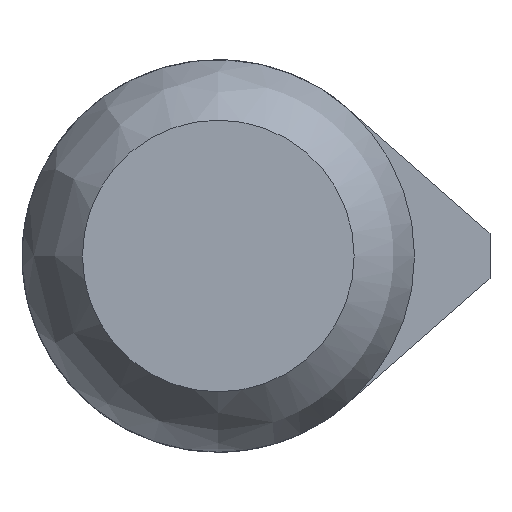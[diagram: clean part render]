
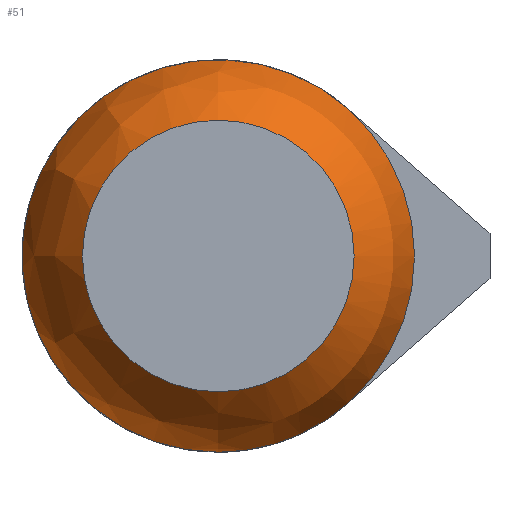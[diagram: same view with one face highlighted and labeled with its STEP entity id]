
A CAD part, front view. The second image highlights one B-rep face of the part: STEP entity #51.
In plain terms, the highlighted free-form (B-spline) face has degree [3, 3] with [4, 7] control points.
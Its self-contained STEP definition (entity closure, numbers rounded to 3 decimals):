
#51 = ADVANCED_FACE( '', ( #113, #114 ), #115, .T. );
#113 = FACE_OUTER_BOUND( '', #193, .T. );
#114 = FACE_OUTER_BOUND( '', #194, .T. );
#115 = ( BOUNDED_SURFACE(  )B_SPLINE_SURFACE( 3, 3, ( ( #197, #198, #199, #200, #201, #202, #203 ), ( #204, #205, #206, #207, #208, #209, #210 ), ( #211, #212, #213, #214, #215, #216, #217 ), ( #218, #219, #220, #221, #222, #223, #224 ) ), .UNSPECIFIED., .F., .T., .F. )B_SPLINE_SURFACE_WITH_KNOTS( ( 4, 4 ), ( 4, 3, 4 ), ( 0., 6.283 ), ( 0.177, 0.519, 0.862 ), .UNSPECIFIED. )GEOMETRIC_REPRESENTATION_ITEM(  )RATIONAL_B_SPLINE_SURFACE( ( ( 1., 0.333, 0.333, 1., 0.333, 0.333, 1. ), ( 0.961, 0.32, 0.32, 0.961, 0.32, 0.32, 0.961 ), ( 0.961, 0.32, 0.32, 0.961, 0.32, 0.32, 0.961 ), ( 1., 0.333, 0.333, 1., 0.333, 0.333, 1. ) ) )REPRESENTATION_ITEM( '' )SURFACE(  ) );
#193 = EDGE_LOOP( '', ( #350, #351 ) );
#194 = EDGE_LOOP( '', ( #352 ) );
#197 = CARTESIAN_POINT( '', ( 0., -39.25, -4.5 ) );
#198 = CARTESIAN_POINT( '', ( 9., -39.25, -4.5 ) );
#199 = CARTESIAN_POINT( '', ( 9., -39.25, 4.5 ) );
#200 = CARTESIAN_POINT( '', ( 0., -39.25, 4.5 ) );
#201 = CARTESIAN_POINT( '', ( -9., -39.25, 4.5 ) );
#202 = CARTESIAN_POINT( '', ( -9., -39.25, -4.5 ) );
#203 = CARTESIAN_POINT( '', ( 0., -39.25, -4.5 ) );
#204 = CARTESIAN_POINT( '', ( 0., -38.34, -5.561 ) );
#205 = CARTESIAN_POINT( '', ( 11.122, -38.34, -5.561 ) );
#206 = CARTESIAN_POINT( '', ( 11.122, -38.34, 5.561 ) );
#207 = CARTESIAN_POINT( '', ( 0., -38.34, 5.561 ) );
#208 = CARTESIAN_POINT( '', ( -11.122, -38.34, 5.561 ) );
#209 = CARTESIAN_POINT( '', ( -11.122, -38.34, -5.561 ) );
#210 = CARTESIAN_POINT( '', ( 0., -38.34, -5.561 ) );
#211 = CARTESIAN_POINT( '', ( 0., -37.126, -6.254 ) );
#212 = CARTESIAN_POINT( '', ( 12.509, -37.126, -6.254 ) );
#213 = CARTESIAN_POINT( '', ( 12.509, -37.126, 6.254 ) );
#214 = CARTESIAN_POINT( '', ( 0., -37.126, 6.254 ) );
#215 = CARTESIAN_POINT( '', ( -12.509, -37.126, 6.254 ) );
#216 = CARTESIAN_POINT( '', ( -12.509, -37.126, -6.254 ) );
#217 = CARTESIAN_POINT( '', ( 0., -37.126, -6.254 ) );
#218 = CARTESIAN_POINT( '', ( 0., -35.75, -6.5 ) );
#219 = CARTESIAN_POINT( '', ( 13., -35.75, -6.5 ) );
#220 = CARTESIAN_POINT( '', ( 13., -35.75, 6.5 ) );
#221 = CARTESIAN_POINT( '', ( 0., -35.75, 6.5 ) );
#222 = CARTESIAN_POINT( '', ( -13., -35.75, 6.5 ) );
#223 = CARTESIAN_POINT( '', ( -13., -35.75, -6.5 ) );
#224 = CARTESIAN_POINT( '', ( 0., -35.75, -6.5 ) );
#350 = ORIENTED_EDGE( '', *, *, #485, .F. );
#351 = ORIENTED_EDGE( '', *, *, #486, .F. );
#352 = ORIENTED_EDGE( '', *, *, #487, .F. );
#485 = EDGE_CURVE( '', #544, #550, #551, .T. );
#486 = EDGE_CURVE( '', #550, #544, #552, .T. );
#487 = EDGE_CURVE( '', #553, #553, #554, .T. );
#544 = VERTEX_POINT( '', #628 );
#550 = VERTEX_POINT( '', #637 );
#551 = CIRCLE( '', #638, 6.5 );
#552 = CIRCLE( '', #639, 6.5 );
#553 = VERTEX_POINT( '', #640 );
#554 = CIRCLE( '', #641, 4.5 );
#628 = CARTESIAN_POINT( '', ( 4.287, -35.75, 4.886 ) );
#637 = CARTESIAN_POINT( '', ( 4.287, -35.75, -4.886 ) );
#638 = AXIS2_PLACEMENT_3D( '', #716, #717, #718 );
#639 = AXIS2_PLACEMENT_3D( '', #719, #720, #721 );
#640 = CARTESIAN_POINT( '', ( 0., -39.25, -4.5 ) );
#641 = AXIS2_PLACEMENT_3D( '', #722, #723, #724 );
#716 = CARTESIAN_POINT( '', ( 0., -35.75, 0. ) );
#717 = DIRECTION( '', ( 0., 1., 0. ) );
#718 = DIRECTION( '', ( 0., 0., 1. ) );
#719 = CARTESIAN_POINT( '', ( 0., -35.75, 0. ) );
#720 = DIRECTION( '', ( 0., 1., 0. ) );
#721 = DIRECTION( '', ( 1., 0., 0. ) );
#722 = CARTESIAN_POINT( '', ( 0., -39.25, 0. ) );
#723 = DIRECTION( '', ( 0., -1., 0. ) );
#724 = DIRECTION( '', ( 0., 0., -1. ) );
